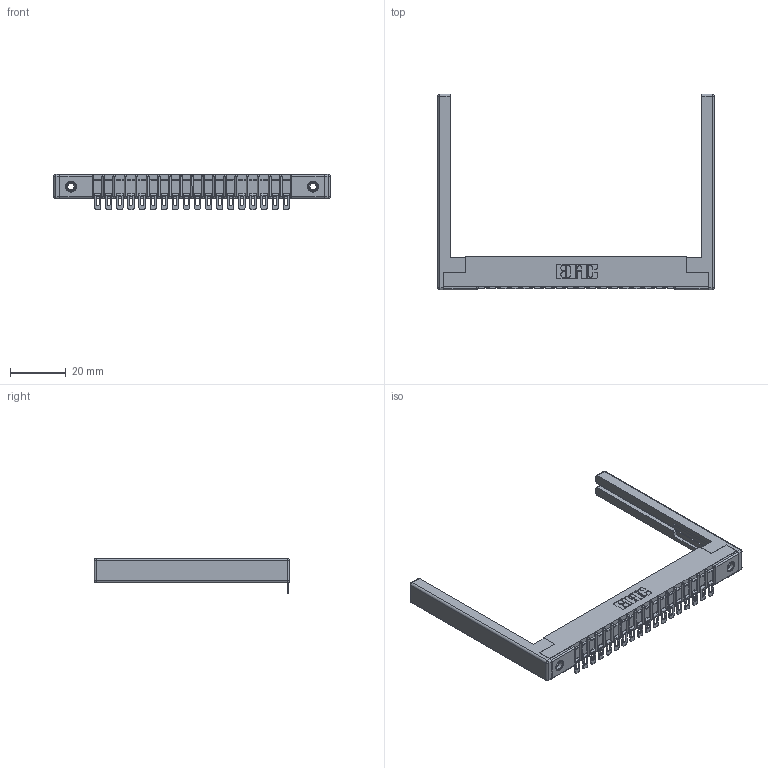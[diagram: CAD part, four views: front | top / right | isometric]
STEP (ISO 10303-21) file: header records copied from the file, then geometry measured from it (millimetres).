
FILE_DESCRIPTION (( 'STEP AP203' ), '1' );
FILE_NAME ('307-018-454-168.STEP', '2020-09-26T00:55:56', ( '' ), ( '' ), 'SwSTEP 2.0', 'SolidWorks 2020', '' );
FILE_SCHEMA (( 'CONFIG_CONTROL_DESIGN' ));
Length unit declared in the file: inch
Products named in the file (5): 307-018-454-168; 307 Part_.156 Dia Mounting Holes; 307-290-002_554; 345-250-001_345-250-001-102; 307-220-068
Assembly tree (23 placements, depth 2):
  307-018-454-168
    307 Part_.156 Dia Mounting Holes
    307-290-002_554  x18
    307-220-068  x2
    345-250-001_345-250-001-102  x2
Bounding box: 98.76 x 69.98 x 12.52 mm (x, y, z)
Volume: 11082.8 mm3; surface area: 15738.3 mm2
Topology: 23 solids, 23 shells, 1749 faces, 5267 edges, 3438 vertices
Faces by surface type: plane 986, cylinder 701, sphere 46, cone 12, torus 4
Entity records: 22114 total; most frequent: CARTESIAN_POINT 3691, ORIENTED_EDGE 3670, DIRECTION 3621, EDGE_CURVE 1835, VECTOR 1385, LINE 1385, VERTEX_POINT 1188, AXIS2_PLACEMENT_3D 1118
